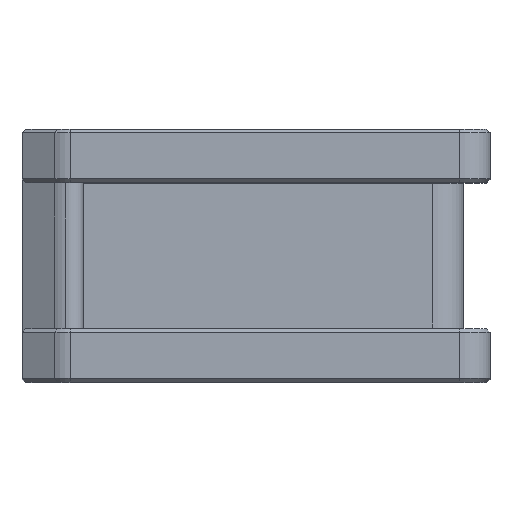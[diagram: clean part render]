
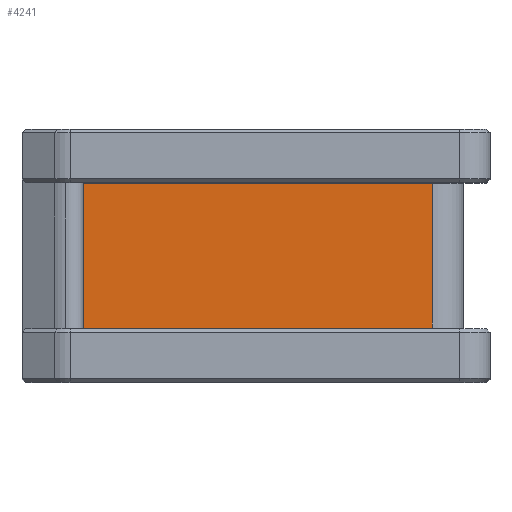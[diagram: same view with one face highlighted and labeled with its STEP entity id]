
A CAD part, top view. The second image highlights one B-rep face of the part: STEP entity #4241.
In plain terms, the highlighted planar face has unit normal (0, 0, 1).
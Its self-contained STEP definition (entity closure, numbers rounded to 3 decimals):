
#62 = CARTESIAN_POINT ( 'NONE',  ( -22.5, 7., -10.7 ) ) ;
#110 = ORIENTED_EDGE ( 'NONE', *, *, #999, .F. ) ;
#162 = CARTESIAN_POINT ( 'NONE',  ( -22.5, -80.156, -10.7 ) ) ;
#570 = DIRECTION ( 'NONE',  ( 1., 0., 0. ) ) ;
#999 = EDGE_CURVE ( 'NONE', #6478, #1584, #1115, .T. ) ;
#1115 = LINE ( 'NONE', #4952, #1338 ) ;
#1119 = CARTESIAN_POINT ( 'NONE',  ( 27., -80.156, -10.7 ) ) ;
#1235 = CARTESIAN_POINT ( 'NONE',  ( 23., 26., -10.7 ) ) ;
#1338 = VECTOR ( 'NONE', #5635, 1000. ) ;
#1382 = AXIS2_PLACEMENT_3D ( 'NONE', #1119, #4445, #570 ) ;
#1584 = VERTEX_POINT ( 'NONE', #1235 ) ;
#1660 = ORIENTED_EDGE ( 'NONE', *, *, #2598, .F. ) ;
#2246 = ORIENTED_EDGE ( 'NONE', *, *, #2655, .F. ) ;
#2598 = EDGE_CURVE ( 'NONE', #1584, #2725, #4582, .T. ) ;
#2655 = EDGE_CURVE ( 'NONE', #5955, #6478, #4176, .T. ) ;
#2725 = VERTEX_POINT ( 'NONE', #5562 ) ;
#3145 = DIRECTION ( 'NONE',  ( 1., 0., 0. ) ) ;
#3260 = CARTESIAN_POINT ( 'NONE',  ( 27., 7., -10.7 ) ) ;
#3619 = VECTOR ( 'NONE', #3145, 1000. ) ;
#3640 = EDGE_LOOP ( 'NONE', ( #110, #2246, #6500, #1660 ) ) ;
#4052 = EDGE_CURVE ( 'NONE', #5955, #2725, #5417, .T. ) ;
#4176 = LINE ( 'NONE', #162, #7350 ) ;
#4241 = ADVANCED_FACE ( 'NONE', ( #4977 ), #8358, .F. ) ;
#4445 = DIRECTION ( 'NONE',  ( 0., 0., -1. ) ) ;
#4582 = LINE ( 'NONE', #5331, #6715 ) ;
#4952 = CARTESIAN_POINT ( 'NONE',  ( 27., 26., -10.7 ) ) ;
#4977 = FACE_OUTER_BOUND ( 'NONE', #3640, .T. ) ;
#5331 = CARTESIAN_POINT ( 'NONE',  ( 23., -80.156, -10.7 ) ) ;
#5417 = LINE ( 'NONE', #3260, #3619 ) ;
#5497 = DIRECTION ( 'NONE',  ( 0., 1., 0. ) ) ;
#5562 = CARTESIAN_POINT ( 'NONE',  ( 23., 7., -10.7 ) ) ;
#5635 = DIRECTION ( 'NONE',  ( 1., 0., 0. ) ) ;
#5955 = VERTEX_POINT ( 'NONE', #62 ) ;
#6084 = DIRECTION ( 'NONE',  ( 0., -1., 0. ) ) ;
#6224 = CARTESIAN_POINT ( 'NONE',  ( -22.5, 26., -10.7 ) ) ;
#6478 = VERTEX_POINT ( 'NONE', #6224 ) ;
#6500 = ORIENTED_EDGE ( 'NONE', *, *, #4052, .T. ) ;
#6715 = VECTOR ( 'NONE', #6084, 1000. ) ;
#7350 = VECTOR ( 'NONE', #5497, 1000. ) ;
#8358 = PLANE ( 'NONE',  #1382 ) ;
